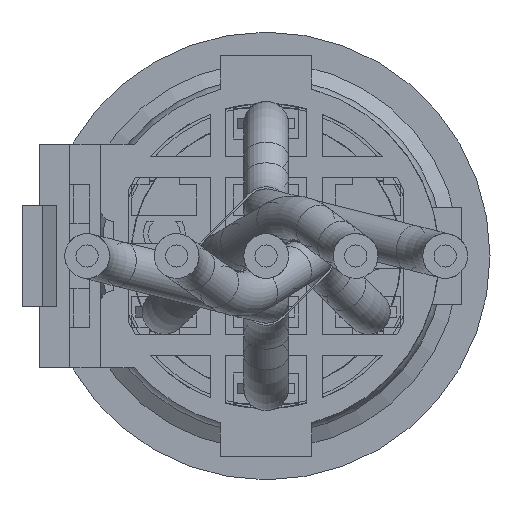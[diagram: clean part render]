
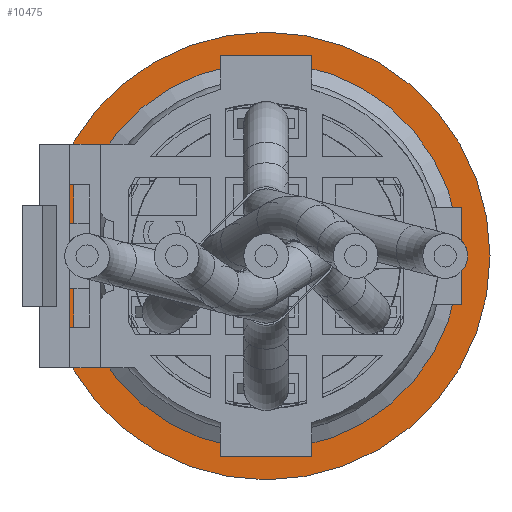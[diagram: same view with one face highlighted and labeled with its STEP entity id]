
A CAD part, front view. The second image highlights one B-rep face of the part: STEP entity #10475.
In plain terms, the highlighted planar face has unit normal (0, -1, 0).
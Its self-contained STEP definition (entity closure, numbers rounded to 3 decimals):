
#220=PLANE('',#11147);
#616=FACE_BOUND('',#1478,.T.);
#894=FACE_OUTER_BOUND('',#1477,.T.);
#1477=EDGE_LOOP('',(#8409,#8410));
#1478=EDGE_LOOP('',(#8411,#8412));
#1961=CIRCLE('',#11142,8.8);
#1962=CIRCLE('',#11143,8.8);
#1964=CIRCLE('',#11148,11.);
#1965=CIRCLE('',#11149,11.);
#4894=VERTEX_POINT('',#16752);
#4895=VERTEX_POINT('',#16753);
#4897=VERTEX_POINT('',#16763);
#4898=VERTEX_POINT('',#16764);
#6159=EDGE_CURVE('',#4894,#4895,#1961,.T.);
#6161=EDGE_CURVE('',#4895,#4894,#1962,.T.);
#6164=EDGE_CURVE('',#4897,#4898,#1964,.T.);
#6165=EDGE_CURVE('',#4898,#4897,#1965,.T.);
#8409=ORIENTED_EDGE('',*,*,#6164,.F.);
#8410=ORIENTED_EDGE('',*,*,#6165,.F.);
#8411=ORIENTED_EDGE('',*,*,#6159,.F.);
#8412=ORIENTED_EDGE('',*,*,#6161,.F.);
#10475=ADVANCED_FACE('',(#894,#616),#220,.T.);
#11142=AXIS2_PLACEMENT_3D('',#16754,#12813,#12814);
#11143=AXIS2_PLACEMENT_3D('',#16756,#12816,#12817);
#11147=AXIS2_PLACEMENT_3D('',#16762,#12825,#12826);
#11148=AXIS2_PLACEMENT_3D('',#16765,#12827,#12828);
#11149=AXIS2_PLACEMENT_3D('',#16766,#12829,#12830);
#12813=DIRECTION('center_axis',(0.,-1.,0.));
#12814=DIRECTION('ref_axis',(-1.,0.,0.));
#12816=DIRECTION('center_axis',(0.,-1.,0.));
#12817=DIRECTION('ref_axis',(-1.,0.,0.));
#12825=DIRECTION('center_axis',(0.,-1.,0.));
#12826=DIRECTION('ref_axis',(0.,0.,
-1.));
#12827=DIRECTION('center_axis',(0.,1.,0.));
#12828=DIRECTION('ref_axis',(-1.,0.,0.));
#12829=DIRECTION('center_axis',(0.,1.,0.));
#12830=DIRECTION('ref_axis',(-1.,0.,0.));
#16752=CARTESIAN_POINT('',(-8.8,38.,0.));
#16753=CARTESIAN_POINT('',(8.8,38.,0.));
#16754=CARTESIAN_POINT('Origin',(0.,38.,0.));
#16756=CARTESIAN_POINT('Origin',(0.,38.,0.));
#16762=CARTESIAN_POINT('Origin',(-10.25,38.,0.));
#16763=CARTESIAN_POINT('',(-11.,38.,0.));
#16764=CARTESIAN_POINT('',(11.,38.,0.));
#16765=CARTESIAN_POINT('Origin',(0.,38.,0.));
#16766=CARTESIAN_POINT('Origin',(0.,38.,0.));
